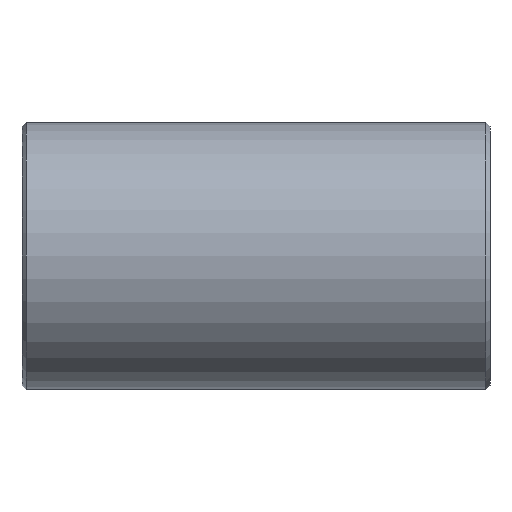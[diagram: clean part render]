
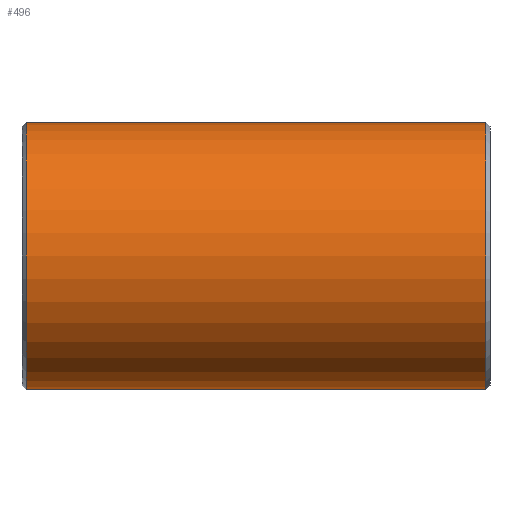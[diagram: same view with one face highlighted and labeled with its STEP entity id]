
A CAD part, front view. The second image highlights one B-rep face of the part: STEP entity #496.
In plain terms, the highlighted cylindrical face has radius 70.65 mm (diameter 141.3 mm), a partial arc.
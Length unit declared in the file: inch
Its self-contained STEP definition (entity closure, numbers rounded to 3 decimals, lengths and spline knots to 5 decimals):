
#62 = CARTESIAN_POINT ( 'NONE',  ( 4.88, 0., 0. ) ) ;
#103 = VERTEX_POINT ( 'NONE', #723 ) ;
#156 = ORIENTED_EDGE ( 'NONE', *, *, #799, .T. ) ;
#162 = DIRECTION ( 'NONE',  ( 1., 0., 0. ) ) ;
#170 = EDGE_CURVE ( 'NONE', #322, #699, #203, .T. ) ;
#203 = CIRCLE ( 'NONE', #771, 2.7815 ) ;
#254 = DIRECTION ( 'NONE',  ( 0., 0., 1. ) ) ;
#269 = LINE ( 'NONE', #396, #736 ) ;
#298 = CARTESIAN_POINT ( 'NONE',  ( -4.794, 0., 0. ) ) ;
#322 = VERTEX_POINT ( 'NONE', #731 ) ;
#323 = CARTESIAN_POINT ( 'NONE',  ( 4.794, 0., -2.7815 ) ) ;
#341 = CARTESIAN_POINT ( 'NONE',  ( 4.88, 0., 2.7815 ) ) ;
#370 = EDGE_LOOP ( 'NONE', ( #788, #574, #156, #443 ) ) ;
#372 = DIRECTION ( 'NONE',  ( -1., 0., 0. ) ) ;
#381 = DIRECTION ( 'NONE',  ( 0., 0., -1. ) ) ;
#387 = FACE_OUTER_BOUND ( 'NONE', #370, .T. ) ;
#391 = LINE ( 'NONE', #341, #440 ) ;
#396 = CARTESIAN_POINT ( 'NONE',  ( 4.88, 0., -2.7815 ) ) ;
#414 = DIRECTION ( 'NONE',  ( 0., 0., 1. ) ) ;
#440 = VECTOR ( 'NONE', #515, 39.37008 ) ;
#443 = ORIENTED_EDGE ( 'NONE', *, *, #170, .T. ) ;
#446 = CYLINDRICAL_SURFACE ( 'NONE', #801, 2.7815 ) ;
#496 = ADVANCED_FACE ( 'NONE', ( #387 ), #446, .T. ) ;
#515 = DIRECTION ( 'NONE',  ( -1., 0., 0. ) ) ;
#567 = VERTEX_POINT ( 'NONE', #323 ) ;
#574 = ORIENTED_EDGE ( 'NONE', *, *, #654, .T. ) ;
#642 = DIRECTION ( 'NONE',  ( -1., 0., 0. ) ) ;
#646 = AXIS2_PLACEMENT_3D ( 'NONE', #686, #372, #381 ) ;
#654 = EDGE_CURVE ( 'NONE', #567, #103, #792, .T. ) ;
#682 = DIRECTION ( 'NONE',  ( -1., 0., 0. ) ) ;
#686 = CARTESIAN_POINT ( 'NONE',  ( 4.794, 0., 0. ) ) ;
#699 = VERTEX_POINT ( 'NONE', #705 ) ;
#701 = EDGE_CURVE ( 'NONE', #567, #699, #269, .T. ) ;
#705 = CARTESIAN_POINT ( 'NONE',  ( -4.794, 0., -2.7815 ) ) ;
#723 = CARTESIAN_POINT ( 'NONE',  ( 4.794, 0., 2.7815 ) ) ;
#731 = CARTESIAN_POINT ( 'NONE',  ( -4.794, 0., 2.7815 ) ) ;
#736 = VECTOR ( 'NONE', #642, 39.37008 ) ;
#771 = AXIS2_PLACEMENT_3D ( 'NONE', #298, #162, #414 ) ;
#788 = ORIENTED_EDGE ( 'NONE', *, *, #701, .F. ) ;
#792 = CIRCLE ( 'NONE', #646, 2.7815 ) ;
#799 = EDGE_CURVE ( 'NONE', #103, #322, #391, .T. ) ;
#801 = AXIS2_PLACEMENT_3D ( 'NONE', #62, #682, #254 ) ;
